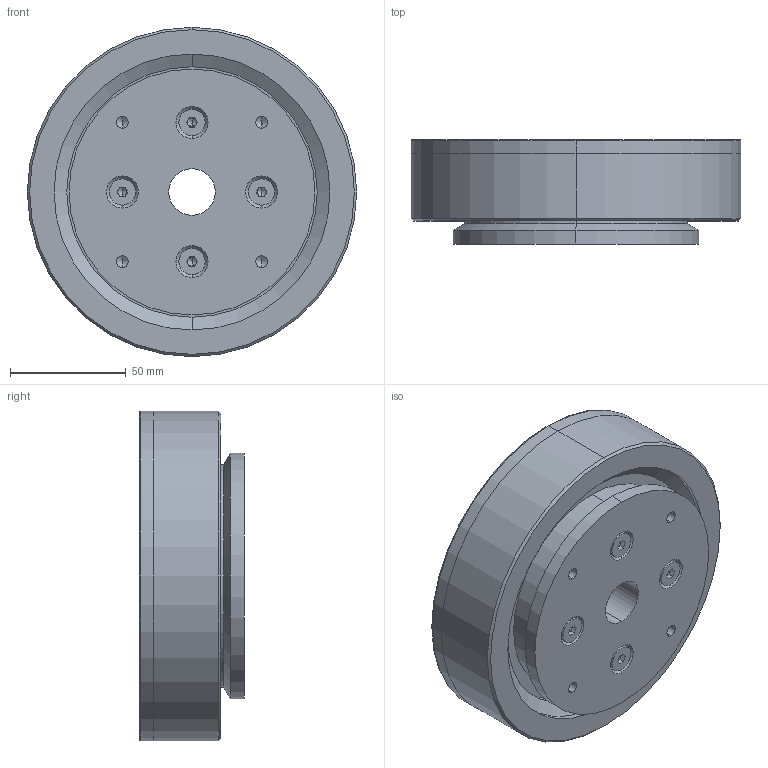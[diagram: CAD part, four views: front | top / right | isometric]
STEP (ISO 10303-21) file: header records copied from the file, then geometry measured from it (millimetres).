
FILE_DESCRIPTION (( 'STEP AP214' ), '1' );
FILE_NAME ('OVL142.STEP', '2012-03-16T07:36:27', ( 'xw4600' ), ( '' ), 'SwSTEP 2.0', 'SolidWorks 2010', '' );
FILE_SCHEMA (( 'AUTOMOTIVE_DESIGN' ));
Length unit declared in the file: millimetre
Products named in the file (6): OVL142-01_Default; OVL142-02_Default; OVL142-03_Default; Socket Countersunk Head Screw_ISO_ISO 10642 - M6 x 16 --- 16N; Socket Countersunk Head Screw_ISO_ISO 10642 - M4 x 8 --- 8N; OVL142
Assembly tree (15 placements, depth 2):
  OVL142
    Socket Countersunk Head Screw_ISO_ISO 10642 - M6 x 16 --- 16N  x4
    Socket Countersunk Head Screw_ISO_ISO 10642 - M4 x 8 --- 8N  x8
    OVL142-01_Default
    OVL142-02_Default
    OVL142-03_Default
Bounding box: 142 x 45 x 142 mm (x, y, z)
Volume: 422857.7 mm3; surface area: 126936.5 mm2
Topology: 15 solids, 15 shells, 495 faces, 1130 edges, 640 vertices
Faces by surface type: plane 183, cylinder 146, cone 142, torus 24
Entity records: 7654 total; most frequent: CARTESIAN_POINT 1353, DIRECTION 1312, ORIENTED_EDGE 1084, EDGE_CURVE 542, AXIS2_PLACEMENT_3D 537, VERTEX_POINT 330, EDGE_LOOP 310, CIRCLE 284
